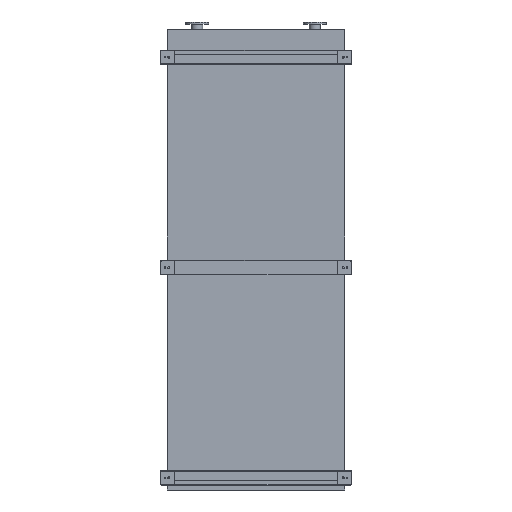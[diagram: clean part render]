
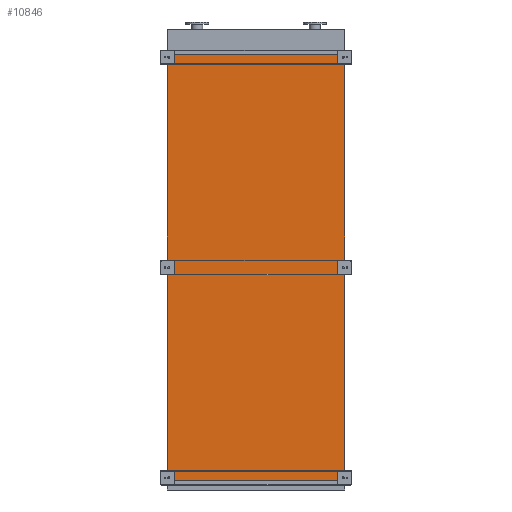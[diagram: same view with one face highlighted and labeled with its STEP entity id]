
A CAD part, front view. The second image highlights one B-rep face of the part: STEP entity #10846.
In plain terms, the highlighted planar face has unit normal (0, -1, 0).
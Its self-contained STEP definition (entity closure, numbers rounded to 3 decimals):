
#1582 = CARTESIAN_POINT ( 'NONE',  ( -845., 0., -4050. ) ) ;
#2511 = CARTESIAN_POINT ( 'NONE',  ( -845., 0., -4050. ) ) ;
#2981 = CARTESIAN_POINT ( 'NONE',  ( -845., 0., 0. ) ) ;
#4778 = VECTOR ( 'NONE', #22422, 1000. ) ;
#4815 = ORIENTED_EDGE ( 'NONE', *, *, #8157, .T. ) ;
#6390 = VERTEX_POINT ( 'NONE', #16860 ) ;
#6798 = ORIENTED_EDGE ( 'NONE', *, *, #28336, .F. ) ;
#7376 = DIRECTION ( 'NONE',  ( 0., -1., 0. ) ) ;
#7568 = VECTOR ( 'NONE', #23472, 1000. ) ;
#7800 = EDGE_CURVE ( 'NONE', #26632, #30978, #19818, .T. ) ;
#7820 = CARTESIAN_POINT ( 'NONE',  ( -845., 0., 0. ) ) ;
#8157 = EDGE_CURVE ( 'NONE', #30824, #6390, #23226, .T. ) ;
#10846 = ADVANCED_FACE ( 'NONE', ( #26527 ), #19451, .T. ) ;
#13675 = LINE ( 'NONE', #20187, #26552 ) ;
#16860 = CARTESIAN_POINT ( 'NONE',  ( 845., 0., 0. ) ) ;
#16938 = AXIS2_PLACEMENT_3D ( 'NONE', #2511, #7376, #24430 ) ;
#17841 = CARTESIAN_POINT ( 'NONE',  ( 845., 0., -4050. ) ) ;
#19451 = PLANE ( 'NONE',  #16938 ) ;
#19818 = LINE ( 'NONE', #1582, #7568 ) ;
#20187 = CARTESIAN_POINT ( 'NONE',  ( -845., 0., -4050. ) ) ;
#20998 = EDGE_LOOP ( 'NONE', ( #6798, #28208, #29568, #4815 ) ) ;
#21915 = CARTESIAN_POINT ( 'NONE',  ( 845., 0., -4050. ) ) ;
#22422 = DIRECTION ( 'NONE',  ( 1., 0., 0. ) ) ;
#23226 = LINE ( 'NONE', #17841, #23980 ) ;
#23472 = DIRECTION ( 'NONE',  ( 0., 0., 1. ) ) ;
#23980 = VECTOR ( 'NONE', #29931, 1000. ) ;
#24430 = DIRECTION ( 'NONE',  ( 0., 0., -1. ) ) ;
#24920 = CARTESIAN_POINT ( 'NONE',  ( -845., 0., -4050. ) ) ;
#25120 = DIRECTION ( 'NONE',  ( 1., 0., 0. ) ) ;
#26527 = FACE_OUTER_BOUND ( 'NONE', #20998, .T. ) ;
#26552 = VECTOR ( 'NONE', #25120, 1000. ) ;
#26632 = VERTEX_POINT ( 'NONE', #24920 ) ;
#26699 = EDGE_CURVE ( 'NONE', #26632, #30824, #13675, .T. ) ;
#28208 = ORIENTED_EDGE ( 'NONE', *, *, #7800, .F. ) ;
#28336 = EDGE_CURVE ( 'NONE', #30978, #6390, #29137, .T. ) ;
#29137 = LINE ( 'NONE', #7820, #4778 ) ;
#29568 = ORIENTED_EDGE ( 'NONE', *, *, #26699, .T. ) ;
#29931 = DIRECTION ( 'NONE',  ( 0., 0., 1. ) ) ;
#30824 = VERTEX_POINT ( 'NONE', #21915 ) ;
#30978 = VERTEX_POINT ( 'NONE', #2981 ) ;
